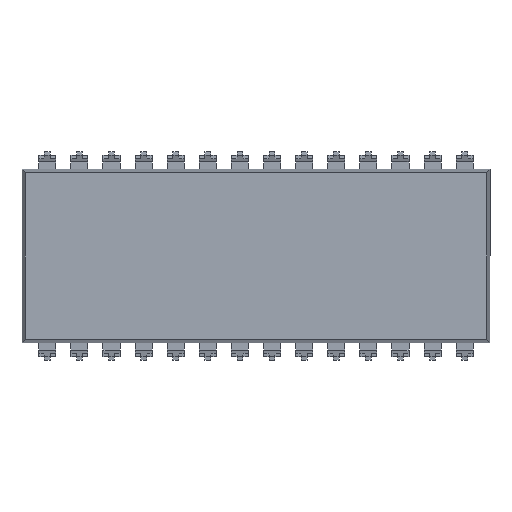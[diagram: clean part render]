
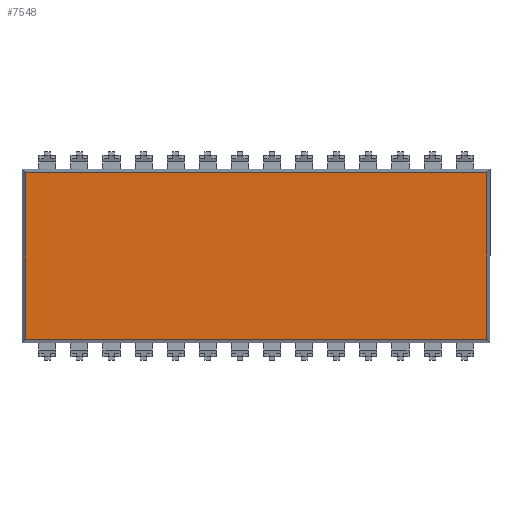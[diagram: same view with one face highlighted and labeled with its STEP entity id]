
A CAD part, front view. The second image highlights one B-rep face of the part: STEP entity #7548.
In plain terms, the highlighted planar face has unit normal (0, -1, 0).
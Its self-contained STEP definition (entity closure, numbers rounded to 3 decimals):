
#41 = VECTOR ( 'NONE', #5444, 1000. ) ;
#83 = FACE_OUTER_BOUND ( 'NONE', #4482, .T. ) ;
#578 = VERTEX_POINT ( 'NONE', #9929 ) ;
#798 = AXIS2_PLACEMENT_3D ( 'NONE', #9045, #3240, #2435 ) ;
#1200 = CARTESIAN_POINT ( 'NONE',  ( -18.237, 0.381, 6.585 ) ) ;
#1476 = LINE ( 'NONE', #9066, #10991 ) ;
#1477 = EDGE_CURVE ( 'NONE', #8281, #3838, #11053, .T. ) ;
#1752 = CARTESIAN_POINT ( 'NONE',  ( 18.51, 0.381, 6.585 ) ) ;
#1896 = CARTESIAN_POINT ( 'NONE',  ( -18.51, 0.381, -6.585 ) ) ;
#2435 = DIRECTION ( 'NONE',  ( 0., 0., -1. ) ) ;
#2552 = ORIENTED_EDGE ( 'NONE', *, *, #3416, .T. ) ;
#2751 = DIRECTION ( 'NONE',  ( 1., 0., 0. ) ) ;
#3240 = DIRECTION ( 'NONE',  ( 0., -1., 0. ) ) ;
#3416 = EDGE_CURVE ( 'NONE', #4189, #8281, #1476, .T. ) ;
#3838 = VERTEX_POINT ( 'NONE', #1200 ) ;
#3841 = LINE ( 'NONE', #1896, #5513 ) ;
#4189 = VERTEX_POINT ( 'NONE', #9732 ) ;
#4482 = EDGE_LOOP ( 'NONE', ( #9766, #2552, #8268, #5188 ) ) ;
#5188 = ORIENTED_EDGE ( 'NONE', *, *, #11611, .T. ) ;
#5444 = DIRECTION ( 'NONE',  ( -1., 0., 0. ) ) ;
#5513 = VECTOR ( 'NONE', #2751, 1000. ) ;
#7548 = ADVANCED_FACE ( 'NONE', ( #83 ), #9003, .T. ) ;
#8239 = EDGE_CURVE ( 'NONE', #578, #4189, #3841, .T. ) ;
#8268 = ORIENTED_EDGE ( 'NONE', *, *, #1477, .T. ) ;
#8281 = VERTEX_POINT ( 'NONE', #10553 ) ;
#9003 = PLANE ( 'NONE',  #798 ) ;
#9045 = CARTESIAN_POINT ( 'NONE',  ( 0., 0.381, 0. ) ) ;
#9046 = LINE ( 'NONE', #10213, #9644 ) ;
#9066 = CARTESIAN_POINT ( 'NONE',  ( 18.237, 0.381, -6.858 ) ) ;
#9644 = VECTOR ( 'NONE', #12142, 1000. ) ;
#9732 = CARTESIAN_POINT ( 'NONE',  ( 18.237, 0.381, -6.585 ) ) ;
#9766 = ORIENTED_EDGE ( 'NONE', *, *, #8239, .T. ) ;
#9929 = CARTESIAN_POINT ( 'NONE',  ( -18.237, 0.381, -6.585 ) ) ;
#10213 = CARTESIAN_POINT ( 'NONE',  ( -18.237, 0.381, 6.858 ) ) ;
#10553 = CARTESIAN_POINT ( 'NONE',  ( 18.237, 0.381, 6.585 ) ) ;
#10991 = VECTOR ( 'NONE', #11012, 1000. ) ;
#11012 = DIRECTION ( 'NONE',  ( 0., 0., 1. ) ) ;
#11053 = LINE ( 'NONE', #1752, #41 ) ;
#11611 = EDGE_CURVE ( 'NONE', #3838, #578, #9046, .T. ) ;
#12142 = DIRECTION ( 'NONE',  ( 0., 0., -1. ) ) ;
